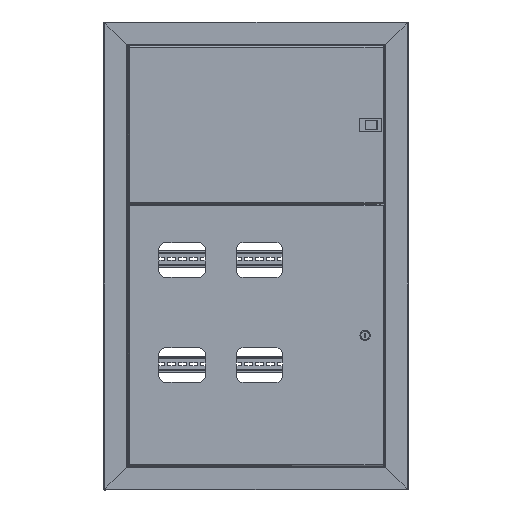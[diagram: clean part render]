
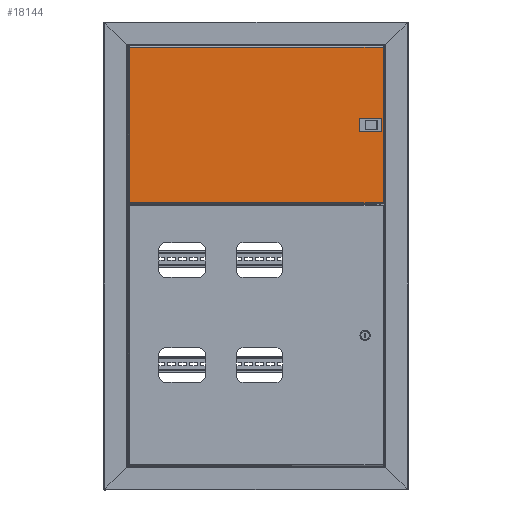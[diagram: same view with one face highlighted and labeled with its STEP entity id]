
A CAD part, top view. The second image highlights one B-rep face of the part: STEP entity #18144.
In plain terms, the highlighted planar face has unit normal (0, 0, 1).
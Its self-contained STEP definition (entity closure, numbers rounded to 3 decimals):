
#438 = VECTOR ( 'NONE', #32990, 1000. ) ;
#1893 = DIRECTION ( 'NONE',  ( -1., 0., 0. ) ) ;
#3497 = LINE ( 'NONE', #45236, #32762 ) ;
#4195 = VERTEX_POINT ( 'NONE', #18848 ) ;
#6451 = VERTEX_POINT ( 'NONE', #14975 ) ;
#7320 = ORIENTED_EDGE ( 'NONE', *, *, #27105, .F. ) ;
#7919 = CARTESIAN_POINT ( 'NONE',  ( 334.7, 0., 0. ) ) ;
#8863 = CARTESIAN_POINT ( 'NONE',  ( 181.2, 48.5, 0. ) ) ;
#9024 = CARTESIAN_POINT ( 'NONE',  ( 1.7, 544., 0. ) ) ;
#9333 = ORIENTED_EDGE ( 'NONE', *, *, #12742, .T. ) ;
#9602 = VERTEX_POINT ( 'NONE', #52297 ) ;
#9904 = FACE_BOUND ( 'NONE', #17423, .T. ) ;
#10943 = LINE ( 'NONE', #28715, #36102 ) ;
#11290 = AXIS2_PLACEMENT_3D ( 'NONE', #28845, #15224, #33277 ) ;
#12480 = CARTESIAN_POINT ( 'NONE',  ( 155.2, 48.5, 0. ) ) ;
#12742 = EDGE_CURVE ( 'NONE', #6451, #44970, #42465, .T. ) ;
#13813 = ORIENTED_EDGE ( 'NONE', *, *, #38741, .F. ) ;
#14621 = CARTESIAN_POINT ( 'NONE',  ( 155.2, 10., 0. ) ) ;
#14975 = CARTESIAN_POINT ( 'NONE',  ( 334.7, 544., 0. ) ) ;
#15078 = LINE ( 'NONE', #28703, #44438 ) ;
#15224 = DIRECTION ( 'NONE',  ( 0., 0., -1. ) ) ;
#15375 = CARTESIAN_POINT ( 'NONE',  ( 155.2, 10., 0. ) ) ;
#16725 = VECTOR ( 'NONE', #19356, 1000. ) ;
#17423 = EDGE_LOOP ( 'NONE', ( #13813, #33367, #50823, #7320 ) ) ;
#18144 = ADVANCED_FACE ( 'NONE', ( #9904, #32999 ), #32702, .F. ) ;
#18341 = LINE ( 'NONE', #8863, #20306 ) ;
#18342 = DIRECTION ( 'NONE',  ( 0., -1., 0. ) ) ;
#18429 = CARTESIAN_POINT ( 'NONE',  ( 334.7, 1.7, 0. ) ) ;
#18848 = CARTESIAN_POINT ( 'NONE',  ( 181.2, 48.5, 0. ) ) ;
#18901 = EDGE_CURVE ( 'NONE', #44970, #30464, #15078, .T. ) ;
#19056 = VERTEX_POINT ( 'NONE', #15375 ) ;
#19356 = DIRECTION ( 'NONE',  ( 1., 0., 0. ) ) ;
#20306 = VECTOR ( 'NONE', #54406, 1000. ) ;
#23791 = VERTEX_POINT ( 'NONE', #12480 ) ;
#25445 = EDGE_CURVE ( 'NONE', #30464, #39815, #37417, .T. ) ;
#25974 = DIRECTION ( 'NONE',  ( 0., 1., 0. ) ) ;
#26069 = VECTOR ( 'NONE', #25974, 1000. ) ;
#27105 = EDGE_CURVE ( 'NONE', #9602, #4195, #18341, .T. ) ;
#28179 = EDGE_LOOP ( 'NONE', ( #46203, #32027, #9333, #49112 ) ) ;
#28703 = CARTESIAN_POINT ( 'NONE',  ( 1.7, 544.293, 0. ) ) ;
#28715 = CARTESIAN_POINT ( 'NONE',  ( 155.2, 48.5, 0. ) ) ;
#28845 = CARTESIAN_POINT ( 'NONE',  ( 0., 545.7, 0. ) ) ;
#29738 = CARTESIAN_POINT ( 'NONE',  ( 1.7, 1.7, 0. ) ) ;
#30419 = LINE ( 'NONE', #7919, #26069 ) ;
#30464 = VERTEX_POINT ( 'NONE', #29738 ) ;
#32027 = ORIENTED_EDGE ( 'NONE', *, *, #52859, .T. ) ;
#32202 = EDGE_CURVE ( 'NONE', #23791, #19056, #10943, .T. ) ;
#32702 = PLANE ( 'NONE',  #11290 ) ;
#32762 = VECTOR ( 'NONE', #53467, 1000. ) ;
#32990 = DIRECTION ( 'NONE',  ( 1., 0., 0. ) ) ;
#32999 = FACE_OUTER_BOUND ( 'NONE', #28179, .T. ) ;
#33277 = DIRECTION ( 'NONE',  ( -1., 0., 0. ) ) ;
#33367 = ORIENTED_EDGE ( 'NONE', *, *, #32202, .F. ) ;
#36102 = VECTOR ( 'NONE', #55895, 1000. ) ;
#37417 = LINE ( 'NONE', #55429, #438 ) ;
#37974 = LINE ( 'NONE', #14621, #16725 ) ;
#38741 = EDGE_CURVE ( 'NONE', #19056, #9602, #37974, .T. ) ;
#39815 = VERTEX_POINT ( 'NONE', #18429 ) ;
#41647 = VECTOR ( 'NONE', #1893, 1000. ) ;
#41655 = EDGE_CURVE ( 'NONE', #4195, #23791, #3497, .T. ) ;
#42465 = LINE ( 'NONE', #43548, #41647 ) ;
#43548 = CARTESIAN_POINT ( 'NONE',  ( 334.993, 544., 0. ) ) ;
#44438 = VECTOR ( 'NONE', #18342, 1000. ) ;
#44970 = VERTEX_POINT ( 'NONE', #9024 ) ;
#45236 = CARTESIAN_POINT ( 'NONE',  ( 155.2, 48.5, 0. ) ) ;
#46203 = ORIENTED_EDGE ( 'NONE', *, *, #25445, .T. ) ;
#49112 = ORIENTED_EDGE ( 'NONE', *, *, #18901, .T. ) ;
#50823 = ORIENTED_EDGE ( 'NONE', *, *, #41655, .F. ) ;
#52297 = CARTESIAN_POINT ( 'NONE',  ( 181.2, 10., 0. ) ) ;
#52859 = EDGE_CURVE ( 'NONE', #39815, #6451, #30419, .T. ) ;
#53467 = DIRECTION ( 'NONE',  ( -1., 0., 0. ) ) ;
#54406 = DIRECTION ( 'NONE',  ( 0., 1., 0. ) ) ;
#55429 = CARTESIAN_POINT ( 'NONE',  ( 1.7, 1.7, 0. ) ) ;
#55895 = DIRECTION ( 'NONE',  ( 0., -1., 0. ) ) ;
